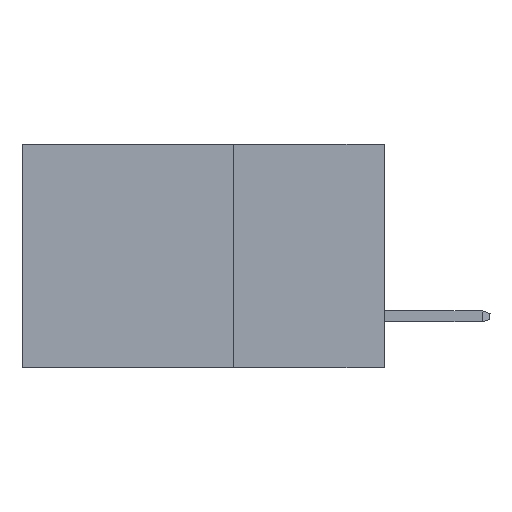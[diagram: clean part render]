
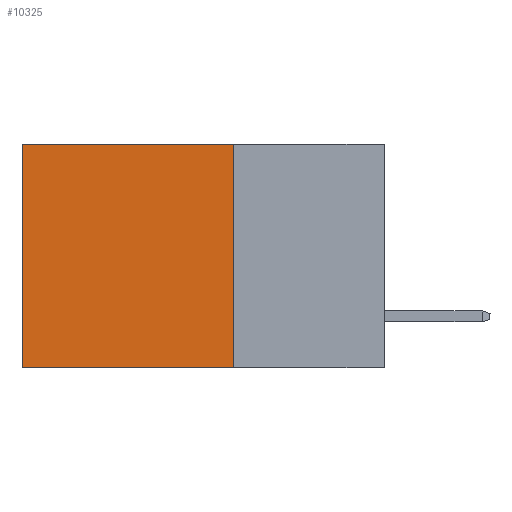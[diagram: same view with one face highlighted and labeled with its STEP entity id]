
A CAD part, left-side view. The second image highlights one B-rep face of the part: STEP entity #10325.
In plain terms, the highlighted planar face has unit normal (-1, 0, 0).
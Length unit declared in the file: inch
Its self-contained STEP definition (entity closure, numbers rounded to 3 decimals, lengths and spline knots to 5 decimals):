
#523 = VECTOR ( 'NONE', #7780, 39.37008 ) ;
#626 = VECTOR ( 'NONE', #2474, 39.37008 ) ;
#666 = CARTESIAN_POINT ( 'NONE',  ( 0.2615, 0.6, 0. ) ) ;
#835 = VERTEX_POINT ( 'NONE', #7411 ) ;
#992 = EDGE_CURVE ( 'NONE', #4955, #5701, #1151, .T. ) ;
#1048 = DIRECTION ( 'NONE',  ( 1., 0., 0. ) ) ;
#1151 = LINE ( 'NONE', #5117, #10324 ) ;
#1470 = ORIENTED_EDGE ( 'NONE', *, *, #9767, .F. ) ;
#1512 = LINE ( 'NONE', #4090, #626 ) ;
#1753 = CARTESIAN_POINT ( 'NONE',  ( 0.2615, 0.25, -0.37 ) ) ;
#1849 = PLANE ( 'NONE',  #5855 ) ;
#2059 = CARTESIAN_POINT ( 'NONE',  ( 0.2615, 0.25, 0. ) ) ;
#2474 = DIRECTION ( 'NONE',  ( 0., 1., 0. ) ) ;
#3357 = ORIENTED_EDGE ( 'NONE', *, *, #4459, .T. ) ;
#3788 = LINE ( 'NONE', #5388, #523 ) ;
#4090 = CARTESIAN_POINT ( 'NONE',  ( 0.2615, 0.25, -0.37 ) ) ;
#4319 = DIRECTION ( 'NONE',  ( 0., 0., -1. ) ) ;
#4373 = DIRECTION ( 'NONE',  ( 0., 1., 0. ) ) ;
#4459 = EDGE_CURVE ( 'NONE', #835, #4955, #5039, .T. ) ;
#4687 = ORIENTED_EDGE ( 'NONE', *, *, #6351, .F. ) ;
#4955 = VERTEX_POINT ( 'NONE', #666 ) ;
#5039 = LINE ( 'NONE', #2059, #6397 ) ;
#5117 = CARTESIAN_POINT ( 'NONE',  ( 0.2615, 0.6, -0.37 ) ) ;
#5120 = CARTESIAN_POINT ( 'NONE',  ( 0.2615, 0.25, -0.37 ) ) ;
#5388 = CARTESIAN_POINT ( 'NONE',  ( 0.2615, 0.25, -0.37 ) ) ;
#5701 = VERTEX_POINT ( 'NONE', #6043 ) ;
#5855 = AXIS2_PLACEMENT_3D ( 'NONE', #5120, #1048, #4319 ) ;
#6043 = CARTESIAN_POINT ( 'NONE',  ( 0.2615, 0.6, -0.37 ) ) ;
#6205 = VERTEX_POINT ( 'NONE', #1753 ) ;
#6351 = EDGE_CURVE ( 'NONE', #835, #6205, #3788, .T. ) ;
#6397 = VECTOR ( 'NONE', #4373, 39.37008 ) ;
#6981 = EDGE_LOOP ( 'NONE', ( #8262, #1470, #4687, #3357 ) ) ;
#7411 = CARTESIAN_POINT ( 'NONE',  ( 0.2615, 0.25, 0. ) ) ;
#7615 = DIRECTION ( 'NONE',  ( 0., 0., -1. ) ) ;
#7780 = DIRECTION ( 'NONE',  ( 0., 0., -1. ) ) ;
#8262 = ORIENTED_EDGE ( 'NONE', *, *, #992, .T. ) ;
#9169 = FACE_OUTER_BOUND ( 'NONE', #6981, .T. ) ;
#9767 = EDGE_CURVE ( 'NONE', #6205, #5701, #1512, .T. ) ;
#10324 = VECTOR ( 'NONE', #7615, 39.37008 ) ;
#10325 = ADVANCED_FACE ( 'NONE', ( #9169 ), #1849, .F. ) ;
